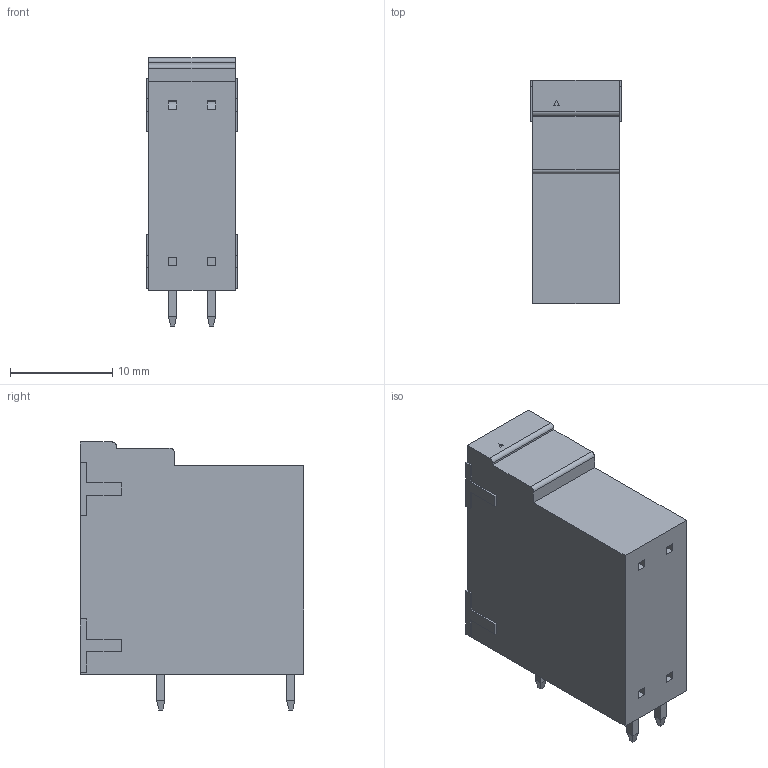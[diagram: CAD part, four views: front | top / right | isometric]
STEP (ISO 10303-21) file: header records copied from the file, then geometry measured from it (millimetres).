
FILE_DESCRIPTION (( 'STEP AP214' ), '1' );
FILE_NAME ('15EDGRH-3.81-04P-14-00AH.STEP', '2021-02-01T23:38:13', ( '' ), ( '' ), 'SwSTEP 2.0', 'SolidWorks 2020', '' );
FILE_SCHEMA (( 'AUTOMOTIVE_DESIGN' ));
Length unit declared in the file: millimetre
Products named in the file (1): 15EDGRH-3.81-04P-14-00AH
Bounding box: 8.85 x 21.8 x 26.2 mm (x, y, z)
Volume: 3054.3 mm3; surface area: 3060.4 mm2
Topology: 1 solids, 1 shells, 651 faces, 1744 edges, 1144 vertices
Faces by surface type: plane 487, bspline 140, cylinder 16, torus 8
Entity records: 31256 total; most frequent: CARTESIAN_POINT 11440, ORIENTED_EDGE 3488, DIRECTION 2564, EDGE_CURVE 1744, VECTOR 1404, LINE 1404, VERTEX_POINT 1144, EDGE_LOOP 704
